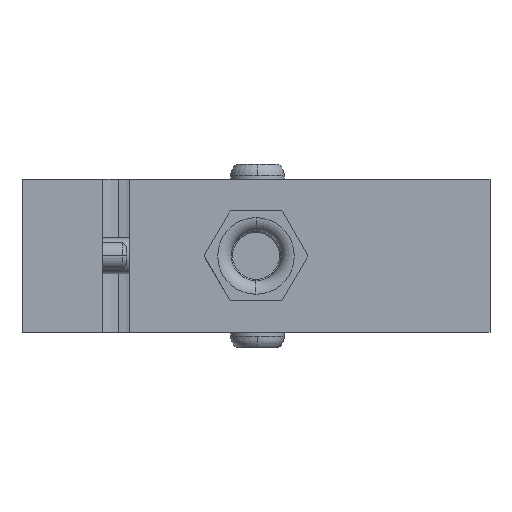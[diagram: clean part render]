
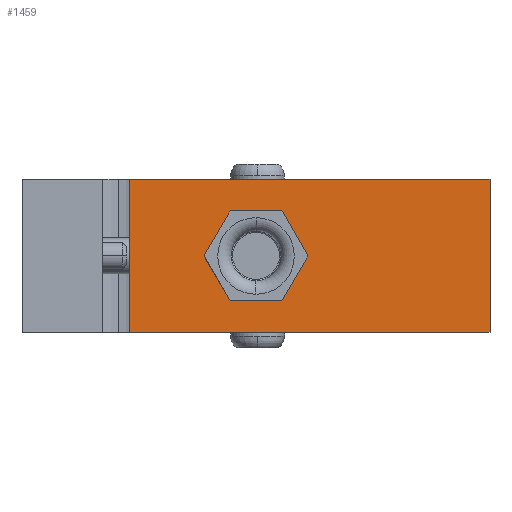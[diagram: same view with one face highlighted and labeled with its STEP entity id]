
A CAD part, left-side view. The second image highlights one B-rep face of the part: STEP entity #1459.
In plain terms, the highlighted planar face has unit normal (-1, 0, 0).
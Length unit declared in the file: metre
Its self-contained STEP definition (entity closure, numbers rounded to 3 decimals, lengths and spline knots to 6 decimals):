
#1459=ADVANCED_FACE('0:14967',(#3566,#3567),#3568,.T.);
#3566=FACE_OUTER_BOUND('',#6015,.T.);
#3567=FACE_BOUND('',#6016,.T.);
#3568=PLANE('',#6017);
#6015=EDGE_LOOP('',(#14661,#14662,#14663,#14664));
#6016=EDGE_LOOP('',(#14665,#14666));
#6017=AXIS2_PLACEMENT_3D('',#14667,#14668,#14669);
#14661=ORIENTED_EDGE('',*,*,#17552,.F.);
#14662=ORIENTED_EDGE('',*,*,#17559,.T.);
#14663=ORIENTED_EDGE('',*,*,#17592,.F.);
#14664=ORIENTED_EDGE('',*,*,#17548,.T.);
#14665=ORIENTED_EDGE('',*,*,#17494,.F.);
#14666=ORIENTED_EDGE('',*,*,#17308,.F.);
#14667=CARTESIAN_POINT('',(-0.014,-0.007833,0.));
#14668=DIRECTION('',(-1.0,0.0,0.0));
#14669=DIRECTION('',(0.0,0.0,1.0));
#17308=EDGE_CURVE('0:15263',#21472,#21475,#21476,.T.);
#17494=EDGE_CURVE('0:15263',#21475,#21472,#21804,.T.);
#17548=EDGE_CURVE('0:15428',#21890,#21888,#21891,.T.);
#17552=EDGE_CURVE('0:15440',#21896,#21888,#21898,.T.);
#17559=EDGE_CURVE('0:15461',#21896,#21908,#21910,.T.);
#17592=EDGE_CURVE('0:15560',#21890,#21908,#21948,.T.);
#21472=VERTEX_POINT('',#31433);
#21475=VERTEX_POINT('',#31437);
#21476=CIRCLE('',#31438,0.0045);
#21804=CIRCLE('',#31849,0.0045);
#21888=VERTEX_POINT('',#31971);
#21890=VERTEX_POINT('',#31974);
#21891=LINE('',#31975,#31976);
#21896=VERTEX_POINT('',#31983);
#21898=LINE('',#31986,#31987);
#21908=VERTEX_POINT('',#32001);
#21910=LINE('',#32004,#32005);
#21948=LINE('',#32072,#32073);
#31433=CARTESIAN_POINT('',(-0.014,-0.012333,-0.0085));
#31437=CARTESIAN_POINT('',(-0.014,-0.003333,-0.0085));
#31438=AXIS2_PLACEMENT_3D('',#34432,#34433,#34434);
#31849=AXIS2_PLACEMENT_3D('',#34842,#34843,#34844);
#31971=CARTESIAN_POINT('',(-0.014,0.006217,0.));
#31974=CARTESIAN_POINT('',(-0.014,-0.033833,0.));
#31975=CARTESIAN_POINT('',(-0.014,-0.033833,0.));
#31976=VECTOR('',#34926,0.001);
#31983=CARTESIAN_POINT('',(-0.014,0.006217,-0.017));
#31986=CARTESIAN_POINT('',(-0.014,0.006217,0.));
#31987=VECTOR('',#34930,0.001);
#32001=CARTESIAN_POINT('',(-0.014,-0.033833,-0.017));
#32004=CARTESIAN_POINT('',(-0.014,-0.033833,-0.017));
#32005=VECTOR('',#34939,0.001);
#32072=CARTESIAN_POINT('',(-0.014,-0.033833,0.));
#32073=VECTOR('',#34978,0.001);
#34432=CARTESIAN_POINT('',(-0.014,-0.007833,-0.0085));
#34433=DIRECTION('',(-1.0,0.0,0.0));
#34434=DIRECTION('',(0.0,-1.0,0.0));
#34842=CARTESIAN_POINT('',(-0.014,-0.007833,-0.0085));
#34843=DIRECTION('',(-1.0,0.0,0.0));
#34844=DIRECTION('',(0.0,-1.0,0.0));
#34926=DIRECTION('',(0.0,1.0,0.0));
#34930=DIRECTION('',(0.0,0.0,1.0));
#34939=DIRECTION('',(-0.0,-1.0,-0.0));
#34978=DIRECTION('',(-0.0,-0.0,-1.0));
